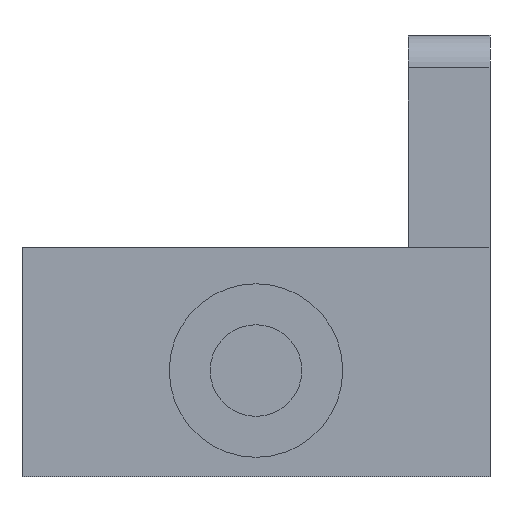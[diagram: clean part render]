
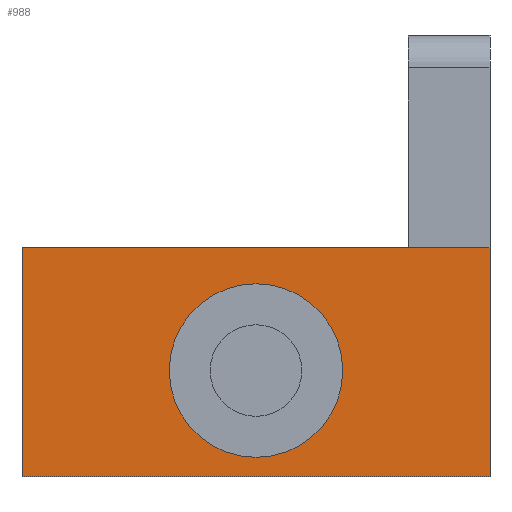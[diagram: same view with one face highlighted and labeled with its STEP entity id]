
A CAD part, front view. The second image highlights one B-rep face of the part: STEP entity #988.
In plain terms, the highlighted planar face has unit normal (0, -1, 0).
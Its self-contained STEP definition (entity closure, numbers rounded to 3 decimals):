
#10=DIRECTION('',(1.,0.,0.));
#11=VECTOR('',#10,14.3);
#12=CARTESIAN_POINT('',(-7.15,0.,0.));
#13=LINE('',#12,#11);
#122=DIRECTION('',(1.,0.,0.));
#123=VECTOR('',#122,14.3);
#124=CARTESIAN_POINT('',(-7.15,0.,7.));
#125=LINE('',#124,#123);
#178=DIRECTION('',(0.,0.,1.));
#179=VECTOR('',#178,7.);
#180=CARTESIAN_POINT('',(-7.15,0.,0.));
#181=LINE('',#180,#179);
#182=CARTESIAN_POINT('',(0.,0.,3.25));
#183=DIRECTION('',(0.,-1.,0.));
#184=DIRECTION('',(1.,0.,0.));
#185=AXIS2_PLACEMENT_3D('',#182,#183,#184);
#187=CARTESIAN_POINT('',(0.,0.,3.25));
#188=DIRECTION('',(0.,-1.,0.));
#189=DIRECTION('',(-1.,0.,0.));
#190=AXIS2_PLACEMENT_3D('',#187,#188,#189);
#291=DIRECTION('',(0.,0.,1.));
#292=VECTOR('',#291,7.);
#293=CARTESIAN_POINT('',(7.15,0.,0.));
#294=LINE('',#293,#292);
#560=CARTESIAN_POINT('',(-7.15,0.,0.));
#561=CARTESIAN_POINT('',(7.15,0.,0.));
#562=VERTEX_POINT('',#560);
#563=VERTEX_POINT('',#561);
#568=CARTESIAN_POINT('',(-7.15,0.,7.));
#569=CARTESIAN_POINT('',(7.15,0.,7.));
#570=VERTEX_POINT('',#568);
#571=VERTEX_POINT('',#569);
#644=CARTESIAN_POINT('',(2.65,0.,3.25));
#645=CARTESIAN_POINT('',(-2.65,0.,3.25));
#646=VERTEX_POINT('',#644);
#647=VERTEX_POINT('',#645);
#970=CARTESIAN_POINT('',(-7.15,0.,0.));
#971=DIRECTION('',(0.,-1.,0.));
#972=DIRECTION('',(1.,0.,0.));
#973=AXIS2_PLACEMENT_3D('',#970,#971,#972);
#974=PLANE('',#973);
#975=ORIENTED_EDGE('',*,*,#745,.F.);
#976=ORIENTED_EDGE('',*,*,#956,.T.);
#977=ORIENTED_EDGE('',*,*,#867,.T.);
#979=ORIENTED_EDGE('',*,*,#978,.F.);
#980=EDGE_LOOP('',(#975,#976,#977,#979));
#981=FACE_OUTER_BOUND('',#980,.F.);
#983=ORIENTED_EDGE('',*,*,#982,.T.);
#985=ORIENTED_EDGE('',*,*,#984,.T.);
#986=EDGE_LOOP('',(#983,#985));
#987=FACE_BOUND('',#986,.F.);
#988=ADVANCED_FACE('',(#981,#987),#974,.T.);
#186=CIRCLE('',#185,2.65);
#191=CIRCLE('',#190,2.65);
#745=EDGE_CURVE('',#562,#563,#13,.T.);
#867=EDGE_CURVE('',#570,#571,#125,.T.);
#956=EDGE_CURVE('',#562,#570,#181,.T.);
#978=EDGE_CURVE('',#563,#571,#294,.T.);
#982=EDGE_CURVE('',#646,#647,#186,.T.);
#984=EDGE_CURVE('',#647,#646,#191,.T.);
